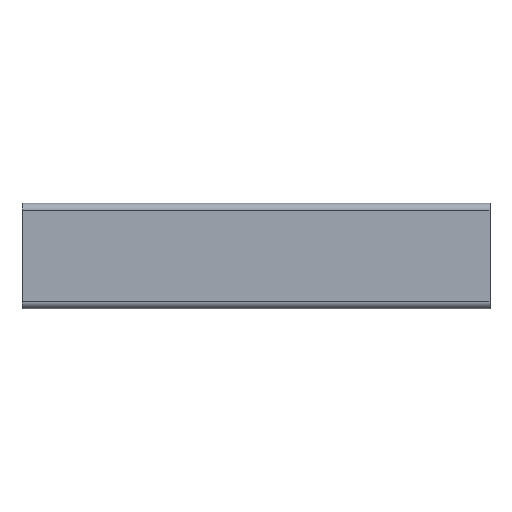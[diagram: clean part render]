
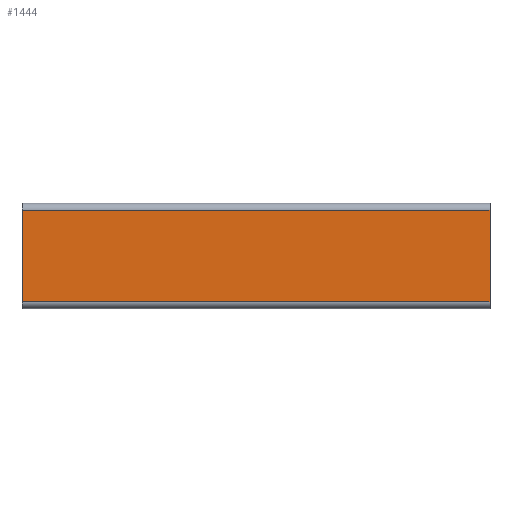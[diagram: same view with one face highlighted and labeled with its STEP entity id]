
A CAD part, left-side view. The second image highlights one B-rep face of the part: STEP entity #1444.
In plain terms, the highlighted planar face has unit normal (-1, 0, 0).
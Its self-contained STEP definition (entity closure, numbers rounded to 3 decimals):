
#616 = EDGE_CURVE ( 'NONE', #1418, #3557, #7793, .T. ) ;
#679 = DIRECTION ( 'NONE',  ( 0., 0., 1. ) ) ;
#849 = ORIENTED_EDGE ( 'NONE', *, *, #616, .T. ) ;
#946 = EDGE_CURVE ( 'NONE', #4415, #1418, #7998, .T. ) ;
#1066 = ORIENTED_EDGE ( 'NONE', *, *, #6975, .T. ) ;
#1383 = CARTESIAN_POINT ( 'NONE',  ( -22.5, 200., 19.5 ) ) ;
#1418 = VERTEX_POINT ( 'NONE', #7911 ) ;
#1444 = ADVANCED_FACE ( 'NONE', ( #5671 ), #7175, .T. ) ;
#1793 = VECTOR ( 'NONE', #2279, 1000. ) ;
#1952 = CARTESIAN_POINT ( 'NONE',  ( -22.5, 0., -19.5 ) ) ;
#2088 = CARTESIAN_POINT ( 'NONE',  ( -22.5, 200., -19.5 ) ) ;
#2279 = DIRECTION ( 'NONE',  ( 0., 1., 0. ) ) ;
#2505 = CARTESIAN_POINT ( 'NONE',  ( -22.5, 200., -19.5 ) ) ;
#3195 = VECTOR ( 'NONE', #7178, 1000. ) ;
#3225 = CARTESIAN_POINT ( 'NONE',  ( -22.5, 0., -19.5 ) ) ;
#3333 = EDGE_LOOP ( 'NONE', ( #8184, #849, #6285, #1066 ) ) ;
#3557 = VERTEX_POINT ( 'NONE', #1383 ) ;
#3824 = EDGE_CURVE ( 'NONE', #3557, #6634, #7305, .T. ) ;
#3929 = CARTESIAN_POINT ( 'NONE',  ( -22.5, 0., -19.5 ) ) ;
#4415 = VERTEX_POINT ( 'NONE', #3929 ) ;
#4979 = VECTOR ( 'NONE', #8549, 1000. ) ;
#5197 = DIRECTION ( 'NONE',  ( 0., 0., 1. ) ) ;
#5198 = CARTESIAN_POINT ( 'NONE',  ( -22.5, 0., -19.5 ) ) ;
#5282 = DIRECTION ( 'NONE',  ( -1., 0., 0. ) ) ;
#5300 = LINE ( 'NONE', #5198, #3195 ) ;
#5505 = CARTESIAN_POINT ( 'NONE',  ( -22.5, 0., 19.5 ) ) ;
#5671 = FACE_OUTER_BOUND ( 'NONE', #3333, .T. ) ;
#6201 = VECTOR ( 'NONE', #679, 1000. ) ;
#6285 = ORIENTED_EDGE ( 'NONE', *, *, #3824, .T. ) ;
#6634 = VERTEX_POINT ( 'NONE', #2088 ) ;
#6975 = EDGE_CURVE ( 'NONE', #6634, #4415, #5300, .T. ) ;
#7175 = PLANE ( 'NONE',  #8359 ) ;
#7178 = DIRECTION ( 'NONE',  ( 0., -1., 0. ) ) ;
#7305 = LINE ( 'NONE', #2505, #4979 ) ;
#7793 = LINE ( 'NONE', #5505, #1793 ) ;
#7911 = CARTESIAN_POINT ( 'NONE',  ( -22.5, 0., 19.5 ) ) ;
#7998 = LINE ( 'NONE', #1952, #6201 ) ;
#8184 = ORIENTED_EDGE ( 'NONE', *, *, #946, .T. ) ;
#8359 = AXIS2_PLACEMENT_3D ( 'NONE', #3225, #5282, #5197 ) ;
#8549 = DIRECTION ( 'NONE',  ( 0., 0., -1. ) ) ;
